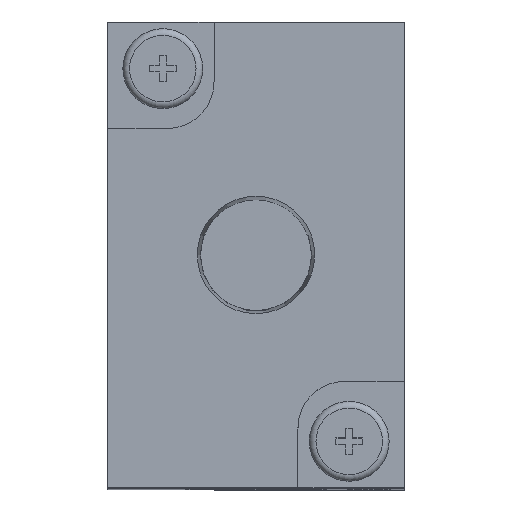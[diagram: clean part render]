
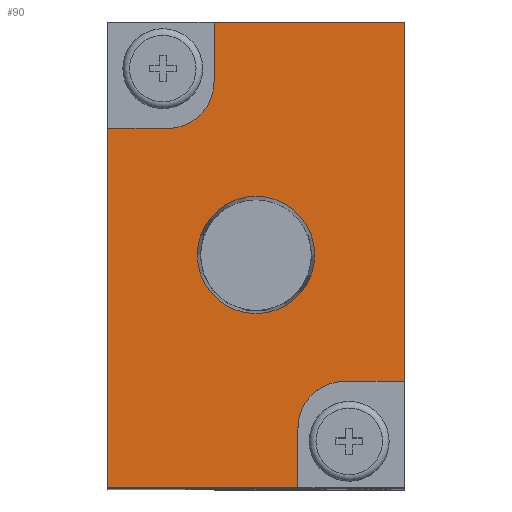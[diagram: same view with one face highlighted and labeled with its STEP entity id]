
A CAD part, top view. The second image highlights one B-rep face of the part: STEP entity #90.
In plain terms, the highlighted planar face has unit normal (0, 0, 1).
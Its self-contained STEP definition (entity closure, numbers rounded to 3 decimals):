
#90 = ADVANCED_FACE( '', ( #247, #248 ), #249, .T. );
#247 = FACE_BOUND( '', #557, .T. );
#248 = FACE_OUTER_BOUND( '', #558, .T. );
#249 = PLANE( '', #559 );
#557 = EDGE_LOOP( '', ( #959 ) );
#558 = EDGE_LOOP( '', ( #960, #961, #962, #963, #964, #965, #966, #967, #968, #969 ) );
#559 = AXIS2_PLACEMENT_3D( '', #970, #971, #972 );
#959 = ORIENTED_EDGE( '', *, *, #1911, .T. );
#960 = ORIENTED_EDGE( '', *, *, #1912, .F. );
#961 = ORIENTED_EDGE( '', *, *, #1913, .F. );
#962 = ORIENTED_EDGE( '', *, *, #1914, .F. );
#963 = ORIENTED_EDGE( '', *, *, #1904, .T. );
#964 = ORIENTED_EDGE( '', *, *, #1893, .T. );
#965 = ORIENTED_EDGE( '', *, *, #1915, .F. );
#966 = ORIENTED_EDGE( '', *, *, #1916, .F. );
#967 = ORIENTED_EDGE( '', *, *, #1917, .F. );
#968 = ORIENTED_EDGE( '', *, *, #1880, .T. );
#969 = ORIENTED_EDGE( '', *, *, #1910, .T. );
#970 = CARTESIAN_POINT( '', ( 0., 0., 13.5 ) );
#971 = DIRECTION( '', ( 0., 0., 1. ) );
#972 = DIRECTION( '', ( 1., 0., 0. ) );
#1880 = EDGE_CURVE( '', #2224, #2222, #2225, .T. );
#1893 = EDGE_CURVE( '', #2248, #2246, #2249, .T. );
#1904 = EDGE_CURVE( '', #2265, #2248, #2266, .T. );
#1910 = EDGE_CURVE( '', #2222, #2274, #2276, .T. );
#1911 = EDGE_CURVE( '', #2277, #2277, #2278, .T. );
#1912 = EDGE_CURVE( '', #2279, #2274, #2280, .T. );
#1913 = EDGE_CURVE( '', #2281, #2279, #2282, .T. );
#1914 = EDGE_CURVE( '', #2265, #2281, #2283, .T. );
#1915 = EDGE_CURVE( '', #2284, #2246, #2285, .T. );
#1916 = EDGE_CURVE( '', #2286, #2284, #2287, .T. );
#1917 = EDGE_CURVE( '', #2224, #2286, #2288, .T. );
#2222 = VERTEX_POINT( '', #2778 );
#2224 = VERTEX_POINT( '', #2781 );
#2225 = LINE( '', #2782, #2783 );
#2246 = VERTEX_POINT( '', #2815 );
#2248 = VERTEX_POINT( '', #2818 );
#2249 = LINE( '', #2819, #2820 );
#2265 = VERTEX_POINT( '', #2843 );
#2266 = LINE( '', #2844, #2845 );
#2274 = VERTEX_POINT( '', #2857 );
#2276 = LINE( '', #2860, #2861 );
#2277 = VERTEX_POINT( '', #2862 );
#2278 = CIRCLE( '', #2863, 4.408 );
#2279 = VERTEX_POINT( '', #2864 );
#2280 = LINE( '', #2865, #2866 );
#2281 = VERTEX_POINT( '', #2867 );
#2282 = CIRCLE( '', #2868, 3.5 );
#2283 = LINE( '', #2869, #2870 );
#2284 = VERTEX_POINT( '', #2871 );
#2285 = LINE( '', #2872, #2873 );
#2286 = VERTEX_POINT( '', #2874 );
#2287 = CIRCLE( '', #2875, 3.5 );
#2288 = LINE( '', #2876, #2877 );
#2778 = CARTESIAN_POINT( '', ( -11.15, -17.5, 13.5 ) );
#2781 = CARTESIAN_POINT( '', ( -11.15, 9.5, 13.5 ) );
#2782 = CARTESIAN_POINT( '', ( -11.15, 17.5, 13.5 ) );
#2783 = VECTOR( '', #3524, 1000. );
#2815 = CARTESIAN_POINT( '', ( -3.15, 17.5, 13.5 ) );
#2818 = CARTESIAN_POINT( '', ( 11.15, 17.5, 13.5 ) );
#2819 = CARTESIAN_POINT( '', ( 11.15, 17.5, 13.5 ) );
#2820 = VECTOR( '', #3537, 1000. );
#2843 = CARTESIAN_POINT( '', ( 11.15, -9.5, 13.5 ) );
#2844 = CARTESIAN_POINT( '', ( 11.15, -17.5, 13.5 ) );
#2845 = VECTOR( '', #3554, 1000. );
#2857 = CARTESIAN_POINT( '', ( 3.15, -17.5, 13.5 ) );
#2860 = CARTESIAN_POINT( '', ( -11.15, -17.5, 13.5 ) );
#2861 = VECTOR( '', #3560, 1000. );
#2862 = CARTESIAN_POINT( '', ( -4.408, 0., 13.5 ) );
#2863 = AXIS2_PLACEMENT_3D( '', #3561, #3562, #3563 );
#2864 = CARTESIAN_POINT( '', ( 3.15, -13., 13.5 ) );
#2865 = CARTESIAN_POINT( '', ( 3.15, -13., 13.5 ) );
#2866 = VECTOR( '', #3564, 1000. );
#2867 = CARTESIAN_POINT( '', ( 6.65, -9.5, 13.5 ) );
#2868 = AXIS2_PLACEMENT_3D( '', #3565, #3566, #3567 );
#2869 = CARTESIAN_POINT( '', ( 11.15, -9.5, 13.5 ) );
#2870 = VECTOR( '', #3568, 1000. );
#2871 = CARTESIAN_POINT( '', ( -3.15, 13., 13.5 ) );
#2872 = CARTESIAN_POINT( '', ( -3.15, 13., 13.5 ) );
#2873 = VECTOR( '', #3569, 1000. );
#2874 = CARTESIAN_POINT( '', ( -6.65, 9.5, 13.5 ) );
#2875 = AXIS2_PLACEMENT_3D( '', #3570, #3571, #3572 );
#2876 = CARTESIAN_POINT( '', ( -11.15, 9.5, 13.5 ) );
#2877 = VECTOR( '', #3573, 1000. );
#3524 = DIRECTION( '', ( 0., -1., 0. ) );
#3537 = DIRECTION( '', ( -1., 0., 0. ) );
#3554 = DIRECTION( '', ( 0., 1., 0. ) );
#3560 = DIRECTION( '', ( 1., 0., 0. ) );
#3561 = CARTESIAN_POINT( '', ( 0., 0., 13.5 ) );
#3562 = DIRECTION( '', ( 0., 0., -1. ) );
#3563 = DIRECTION( '', ( -1., 0., 0. ) );
#3564 = DIRECTION( '', ( 0., -1., 0. ) );
#3565 = CARTESIAN_POINT( '', ( 6.65, -13., 13.5 ) );
#3566 = DIRECTION( '', ( 0., 0., 1. ) );
#3567 = DIRECTION( '', ( 1., 0., 0. ) );
#3568 = DIRECTION( '', ( -1., 0., 0. ) );
#3569 = DIRECTION( '', ( 0., 1., 0. ) );
#3570 = CARTESIAN_POINT( '', ( -6.65, 13., 13.5 ) );
#3571 = DIRECTION( '', ( 0., 0., 1. ) );
#3572 = DIRECTION( '', ( 1., 0., 0. ) );
#3573 = DIRECTION( '', ( 1., 0., 0. ) );
